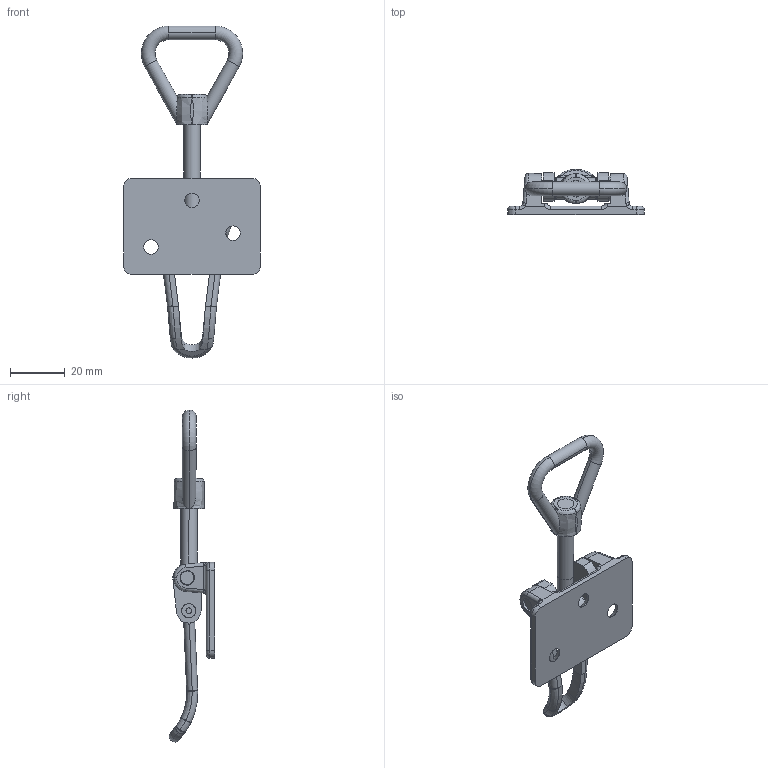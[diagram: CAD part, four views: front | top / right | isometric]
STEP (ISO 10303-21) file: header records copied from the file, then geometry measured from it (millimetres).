
FILE_DESCRIPTION (( 'STEP AP214' ), '1' );
FILE_NAME ('510119 - 102 C Kromad.STEP', '2016-12-29T08:56:18', ( '' ), ( '' ), 'SwSTEP 2.0', 'SolidWorks 2015', '' );
FILE_SCHEMA (( 'AUTOMOTIVE_DESIGN' ));
Length unit declared in the file: millimetre
Products named in the file (6): Justerskruv M6; Ring 2; Hålnit 5x26; bygel 2; 102 C; 510119 - 102 C Kromad
Assembly tree (5 placements, depth 2):
  510119 - 102 C Kromad
    102 C
    bygel 2
    Hålnit 5x26
    Ring 2
    Justerskruv M6
Bounding box: 50 x 16.54 x 121.25 mm (x, y, z)
Volume: 13684 mm3; surface area: 11419 mm2
Topology: 5 solids, 5 shells, 218 faces, 527 edges, 321 vertices
Faces by surface type: cylinder 85, bspline 52, plane 51, torus 18, cone 6, sphere 6
Entity records: 8871 total; most frequent: CARTESIAN_POINT 3865, ORIENTED_EDGE 1050, DIRECTION 954, EDGE_CURVE 525, AXIS2_PLACEMENT_3D 389, VERTEX_POINT 321, EDGE_LOOP 242, ADVANCED_FACE 218
